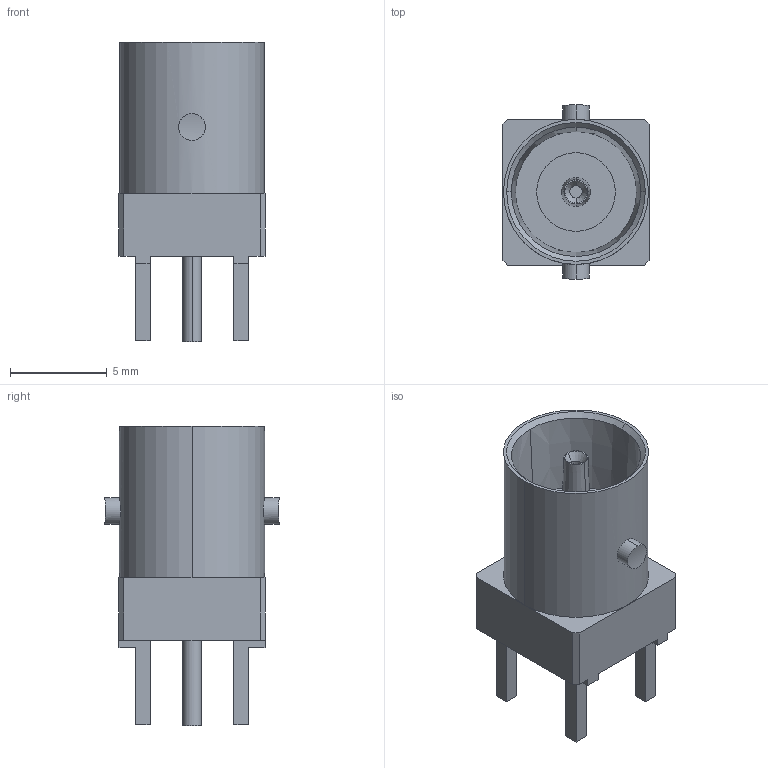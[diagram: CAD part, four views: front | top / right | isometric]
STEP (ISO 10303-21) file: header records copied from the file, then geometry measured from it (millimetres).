
FILE_DESCRIPTION((''),'2;1');
FILE_NAME('C-1274571-1','2019-04-16T02:52:37',('workeradm'),('TE Connectivity Ltd.'),'CREO PARAMETRIC BY PTC INC, 2018190','CREO PARAMETRIC BY PTC INC, 2018190','');
FILE_SCHEMA(('AUTOMOTIVE_DESIGN { 1 0 10303 214 1 1 1 1 }'));
Length unit declared in the file: millimetre
Products named in the file (1): C-1274571-1
Bounding box: 7.54 x 9.02 x 15.49 mm (x, y, z)
Volume: 397.6 mm3; surface area: 580.9 mm2
Topology: 1 solids, 1 shells, 67 faces, 164 edges, 108 vertices
Faces by surface type: plane 41, cylinder 16, cone 10
Entity records: 2118 total; most frequent: CARTESIAN_POINT 469, ORIENTED_EDGE 328, DIRECTION 326, EDGE_CURVE 164, VECTOR 120, LINE 120, VERTEX_POINT 108, AXIS2_PLACEMENT_3D 103
